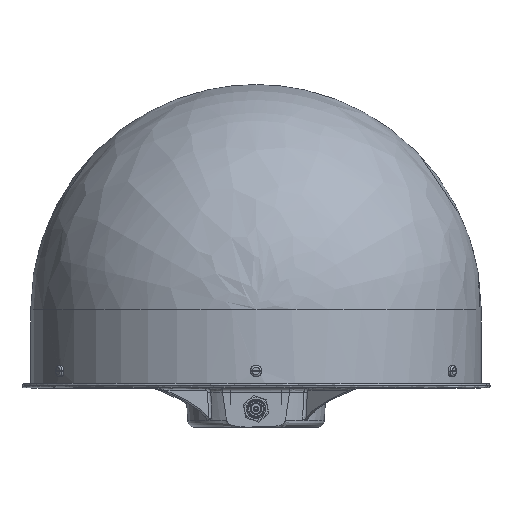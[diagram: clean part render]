
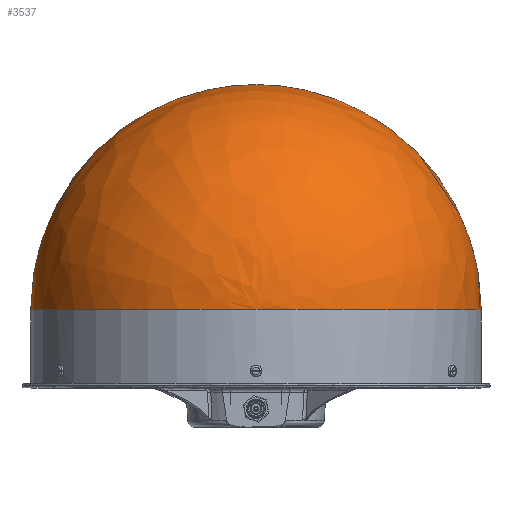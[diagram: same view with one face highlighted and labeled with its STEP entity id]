
A CAD part, top view. The second image highlights one B-rep face of the part: STEP entity #3537.
In plain terms, the highlighted free-form (B-spline) face has degree [2, 2] with [5, 3] control points.
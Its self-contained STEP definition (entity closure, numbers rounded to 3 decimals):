
#3235 = VERTEX_POINT('',#3236);
#3236 = CARTESIAN_POINT('',(166.247,86.666,
    0.));
#3245 = VERTEX_POINT('',#3246);
#3246 = CARTESIAN_POINT('',(-166.247,86.666,0.));
#3252 = EDGE_CURVE('',#3245,#3253,#3255,.T.);
#3253 = VERTEX_POINT('',#3254);
#3254 = CARTESIAN_POINT('',(0.,252.913,0.));
#3255 = ( BOUNDED_CURVE() B_SPLINE_CURVE(2,(#3256,#3257,#3258),
.UNSPECIFIED.,.F.,.F.) B_SPLINE_CURVE_WITH_KNOTS((3,3),(0.,
1.571),.PIECEWISE_BEZIER_KNOTS.) CURVE() 
GEOMETRIC_REPRESENTATION_ITEM() RATIONAL_B_SPLINE_CURVE((1.,
0.707,1.)) REPRESENTATION_ITEM('') );
#3256 = CARTESIAN_POINT('',(-166.247,86.666,
    0.));
#3257 = CARTESIAN_POINT('',(-166.247,252.913,
    0.));
#3258 = CARTESIAN_POINT('',(0.,252.913,
    0.));
#3260 = EDGE_CURVE('',#3235,#3253,#3261,.T.);
#3261 = ( BOUNDED_CURVE() B_SPLINE_CURVE(2,(#3262,#3263,#3264),
.UNSPECIFIED.,.F.,.F.) B_SPLINE_CURVE_WITH_KNOTS((3,3),(0.,
1.571),.PIECEWISE_BEZIER_KNOTS.) CURVE() 
GEOMETRIC_REPRESENTATION_ITEM() RATIONAL_B_SPLINE_CURVE((1.,
0.707,1.)) REPRESENTATION_ITEM('') );
#3262 = CARTESIAN_POINT('',(166.247,86.666,0.));
#3263 = CARTESIAN_POINT('',(166.247,252.913,0.));
#3264 = CARTESIAN_POINT('',(0.,252.913,0.));
#3392 = EDGE_CURVE('',#3393,#3235,#3395,.T.);
#3393 = VERTEX_POINT('',#3394);
#3394 = CARTESIAN_POINT('',(0.,86.666,
    166.247));
#3395 = ( BOUNDED_CURVE() B_SPLINE_CURVE(2,(#3396,#3397,#3398),
.UNSPECIFIED.,.F.,.F.) B_SPLINE_CURVE_WITH_KNOTS((3,3),(1.571,
3.142),.PIECEWISE_BEZIER_KNOTS.) CURVE() 
GEOMETRIC_REPRESENTATION_ITEM() RATIONAL_B_SPLINE_CURVE((1.,
0.707,1.)) REPRESENTATION_ITEM('') );
#3396 = CARTESIAN_POINT('',(0.,86.666,
    166.247));
#3397 = CARTESIAN_POINT('',(166.247,86.666,166.247
    ));
#3398 = CARTESIAN_POINT('',(166.247,86.666,
    0.));
#3400 = EDGE_CURVE('',#3245,#3393,#3401,.T.);
#3401 = ( BOUNDED_CURVE() B_SPLINE_CURVE(2,(#3402,#3403,#3404),
.UNSPECIFIED.,.F.,.F.) B_SPLINE_CURVE_WITH_KNOTS((3,3),(0.,
1.571),.PIECEWISE_BEZIER_KNOTS.) CURVE() 
GEOMETRIC_REPRESENTATION_ITEM() RATIONAL_B_SPLINE_CURVE((1.,
0.707,1.)) REPRESENTATION_ITEM('') );
#3402 = CARTESIAN_POINT('',(-166.247,86.666,0.));
#3403 = CARTESIAN_POINT('',(-166.247,86.666,
    166.247));
#3404 = CARTESIAN_POINT('',(0.,86.666,
    166.247));
#3537 = ADVANCED_FACE('',(#3538),#3544,.T.);
#3538 = FACE_BOUND('',#3539,.T.);
#3539 = EDGE_LOOP('',(#3540,#3541,#3542,#3543));
#3540 = ORIENTED_EDGE('',*,*,#3252,.F.);
#3541 = ORIENTED_EDGE('',*,*,#3400,.T.);
#3542 = ORIENTED_EDGE('',*,*,#3392,.T.);
#3543 = ORIENTED_EDGE('',*,*,#3260,.T.);
#3544 = ( BOUNDED_SURFACE() B_SPLINE_SURFACE(2,2,(
    (#3545,#3546,#3547)
    ,(#3548,#3549,#3550)
    ,(#3551,#3552,#3553)
    ,(#3554,#3555,#3556)
    ,(#3557,#3558,#3559
)),.UNSPECIFIED.,.F.,.F.,.F.) B_SPLINE_SURFACE_WITH_KNOTS((3,2,3),(3,3),
  (3.142,4.712,6.283),(-1.571,
    0.),.PIECEWISE_BEZIER_KNOTS.) 
GEOMETRIC_REPRESENTATION_ITEM() RATIONAL_B_SPLINE_SURFACE((
    (1.,0.707,1.)
    ,(0.707,0.5,0.707)
    ,(1.,0.707,1.)
    ,(0.707,0.5,0.707)
,(1.,0.707,1.))) REPRESENTATION_ITEM('') SURFACE() );
#3545 = CARTESIAN_POINT('',(0.,86.666,
    166.247));
#3546 = CARTESIAN_POINT('',(-166.247,86.666,
    166.247));
#3547 = CARTESIAN_POINT('',(-166.247,86.666,
    0.));
#3548 = CARTESIAN_POINT('',(0.,86.666,
    166.247));
#3549 = CARTESIAN_POINT('',(-166.247,252.913,
    166.247));
#3550 = CARTESIAN_POINT('',(-166.247,252.913,
    0.));
#3551 = CARTESIAN_POINT('',(0.,86.666,
    166.247));
#3552 = CARTESIAN_POINT('',(0.,252.913,
    166.247));
#3553 = CARTESIAN_POINT('',(0.,252.913,
    0.));
#3554 = CARTESIAN_POINT('',(0.,86.666,
    166.247));
#3555 = CARTESIAN_POINT('',(166.247,252.913,
    166.247));
#3556 = CARTESIAN_POINT('',(166.247,252.913,
    0.));
#3557 = CARTESIAN_POINT('',(0.,86.666,
    166.247));
#3558 = CARTESIAN_POINT('',(166.247,86.666,166.247
    ));
#3559 = CARTESIAN_POINT('',(166.247,86.666,
    0.));
